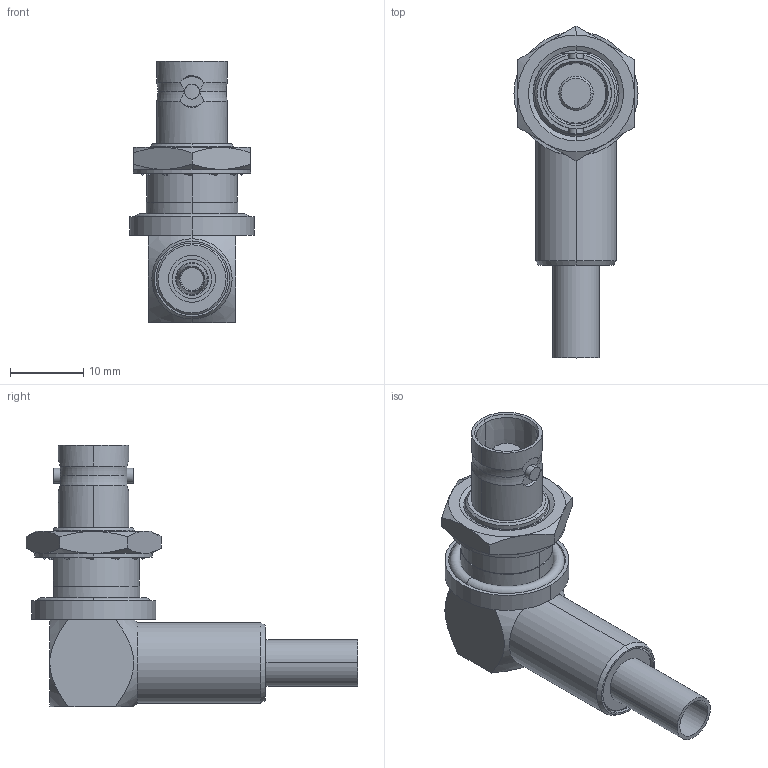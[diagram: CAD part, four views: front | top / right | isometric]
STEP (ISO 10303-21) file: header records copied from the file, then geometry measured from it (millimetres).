
FILE_DESCRIPTION (( 'STEP AP214' ), '1' );
FILE_NAME ('J01001A0055.STEP', '2012-02-27T13:09:33', ( 'markiewicz' ), ( '' ), 'SwSTEP 2.0', 'SolidWorks 2011', '' );
FILE_SCHEMA (( 'AUTOMOTIVE_DESIGN' ));
Length unit declared in the file: millimetre
Products named in the file (1): J01001A0055
Bounding box: 17 x 45.44 x 35.8 mm (x, y, z)
Volume: 6127 mm3; surface area: 3923.8 mm2
Topology: 2 solids, 2 shells, 240 faces, 605 edges, 388 vertices
Faces by surface type: plane 95, cylinder 50, cone 47, bspline 36, torus 12
Entity records: 10749 total; most frequent: CARTESIAN_POINT 2664, ORIENTED_EDGE 1210, DIRECTION 1016, EDGE_CURVE 605, VERTEX_POINT 388, AXIS2_PLACEMENT_3D 384, EDGE_LOOP 263, LINE 248
